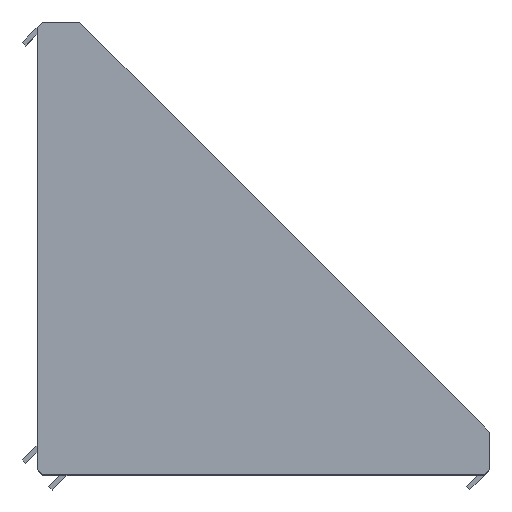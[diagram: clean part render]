
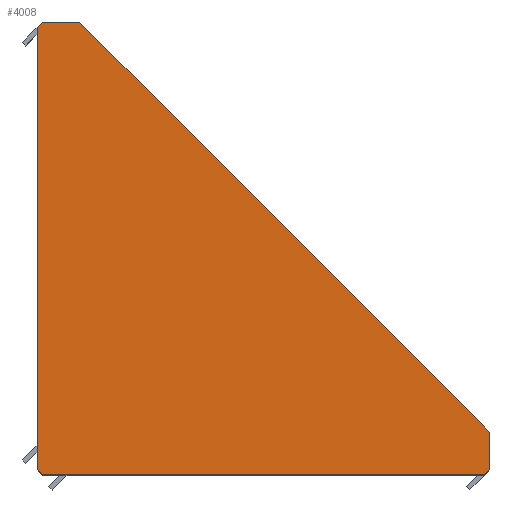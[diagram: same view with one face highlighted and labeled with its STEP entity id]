
A CAD part, top view. The second image highlights one B-rep face of the part: STEP entity #4008.
In plain terms, the highlighted planar face has unit normal (0, 0, 1).
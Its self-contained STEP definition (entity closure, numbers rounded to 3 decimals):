
#43 = EDGE_CURVE ( 'NONE', #503, #3982, #477, .T. ) ;
#80 = CARTESIAN_POINT ( 'NONE',  ( 9.1, 85., 40. ) ) ;
#122 = VECTOR ( 'NONE', #4762, 1000. ) ;
#210 = CARTESIAN_POINT ( 'NONE',  ( 0., 86., 40. ) ) ;
#211 = ORIENTED_EDGE ( 'NONE', *, *, #1137, .T. ) ;
#243 = VECTOR ( 'NONE', #1998, 1000. ) ;
#293 = ORIENTED_EDGE ( 'NONE', *, *, #4011, .T. ) ;
#322 = VECTOR ( 'NONE', #3526, 1000. ) ;
#417 = ORIENTED_EDGE ( 'NONE', *, *, #4120, .T. ) ;
#477 = LINE ( 'NONE', #3810, #5247 ) ;
#503 = VERTEX_POINT ( 'NONE', #4531 ) ;
#668 = VERTEX_POINT ( 'NONE', #4643 ) ;
#675 = EDGE_CURVE ( 'NONE', #668, #2115, #3246, .T. ) ;
#763 = DIRECTION ( 'NONE',  ( 0., 1., 0. ) ) ;
#1084 = CARTESIAN_POINT ( 'NONE',  ( 0., 1., 40. ) ) ;
#1114 = CARTESIAN_POINT ( 'NONE',  ( 86., 8.1, 40. ) ) ;
#1137 = EDGE_CURVE ( 'NONE', #3906, #1376, #2943, .T. ) ;
#1144 = DIRECTION ( 'NONE',  ( 0.707, 0.707, 0. ) ) ;
#1309 = VECTOR ( 'NONE', #763, 1000. ) ;
#1317 = VECTOR ( 'NONE', #2895, 1000. ) ;
#1354 = VECTOR ( 'NONE', #2058, 1000. ) ;
#1361 = LINE ( 'NONE', #210, #122 ) ;
#1376 = VERTEX_POINT ( 'NONE', #2379 ) ;
#1380 = VERTEX_POINT ( 'NONE', #4868 ) ;
#1424 = CARTESIAN_POINT ( 'NONE',  ( 85., 0., 40. ) ) ;
#1475 = EDGE_CURVE ( 'NONE', #1376, #5233, #1830, .T. ) ;
#1481 = LINE ( 'NONE', #2771, #1354 ) ;
#1542 = LINE ( 'NONE', #3239, #243 ) ;
#1592 = DIRECTION ( 'NONE',  ( 0., 0., 1. ) ) ;
#1598 = EDGE_CURVE ( 'NONE', #3906, #3192, #3914, .T. ) ;
#1619 = ORIENTED_EDGE ( 'NONE', *, *, #5291, .F. ) ;
#1629 = VERTEX_POINT ( 'NONE', #1974 ) ;
#1709 = EDGE_CURVE ( 'NONE', #5233, #503, #2492, .T. ) ;
#1737 = CARTESIAN_POINT ( 'NONE',  ( 47.05, 47.05, 40. ) ) ;
#1830 = LINE ( 'NONE', #3017, #2805 ) ;
#1954 = CARTESIAN_POINT ( 'NONE',  ( 0., 0., 40. ) ) ;
#1974 = CARTESIAN_POINT ( 'NONE',  ( 1., 86., 40. ) ) ;
#1998 = DIRECTION ( 'NONE',  ( -0.707, 0.707, 0. ) ) ;
#2058 = DIRECTION ( 'NONE',  ( -0.707, 0.707, 0. ) ) ;
#2107 = CARTESIAN_POINT ( 'NONE',  ( 42.5, -42.5, 40. ) ) ;
#2115 = VERTEX_POINT ( 'NONE', #80 ) ;
#2215 = DIRECTION ( 'NONE',  ( 1., 0., 0. ) ) ;
#2379 = CARTESIAN_POINT ( 'NONE',  ( 1., 0., 40. ) ) ;
#2468 = DIRECTION ( 'NONE',  ( 0.707, 0.707, 0. ) ) ;
#2492 = LINE ( 'NONE', #2107, #4840 ) ;
#2560 = CARTESIAN_POINT ( 'NONE',  ( 0.5, 0.5, 40. ) ) ;
#2771 = CARTESIAN_POINT ( 'NONE',  ( 47.05, 47.05, 40. ) ) ;
#2805 = VECTOR ( 'NONE', #2215, 1000. ) ;
#2895 = DIRECTION ( 'NONE',  ( 0.707, -0.707, 0. ) ) ;
#2907 = CARTESIAN_POINT ( 'NONE',  ( 0., 85., 40. ) ) ;
#2943 = LINE ( 'NONE', #2560, #1317 ) ;
#2979 = DIRECTION ( 'NONE',  ( 0., 1., 0. ) ) ;
#2994 = EDGE_CURVE ( 'NONE', #1629, #668, #1361, .T. ) ;
#3017 = CARTESIAN_POINT ( 'NONE',  ( 86., 0., 40. ) ) ;
#3139 = CARTESIAN_POINT ( 'NONE',  ( -42.5, 42.5, 40. ) ) ;
#3192 = VERTEX_POINT ( 'NONE', #2907 ) ;
#3239 = CARTESIAN_POINT ( 'NONE',  ( 47.05, 47.05, 40. ) ) ;
#3246 = LINE ( 'NONE', #1737, #322 ) ;
#3514 = VECTOR ( 'NONE', #1144, 1000. ) ;
#3526 = DIRECTION ( 'NONE',  ( 0.707, -0.707, 0. ) ) ;
#3752 = ORIENTED_EDGE ( 'NONE', *, *, #43, .T. ) ;
#3810 = CARTESIAN_POINT ( 'NONE',  ( 86., 0., 40. ) ) ;
#3840 = ORIENTED_EDGE ( 'NONE', *, *, #1598, .F. ) ;
#3906 = VERTEX_POINT ( 'NONE', #1084 ) ;
#3910 = EDGE_LOOP ( 'NONE', ( #3840, #211, #3941, #4711, #3752, #417, #293, #4557, #4301, #1619 ) ) ;
#3914 = LINE ( 'NONE', #4492, #1309 ) ;
#3941 = ORIENTED_EDGE ( 'NONE', *, *, #1475, .T. ) ;
#3954 = FACE_OUTER_BOUND ( 'NONE', #3910, .T. ) ;
#3982 = VERTEX_POINT ( 'NONE', #1114 ) ;
#4008 = ADVANCED_FACE ( 'NONE', ( #3954 ), #4079, .T. ) ;
#4011 = EDGE_CURVE ( 'NONE', #1380, #2115, #1542, .T. ) ;
#4079 = PLANE ( 'NONE',  #4414 ) ;
#4120 = EDGE_CURVE ( 'NONE', #3982, #1380, #1481, .T. ) ;
#4301 = ORIENTED_EDGE ( 'NONE', *, *, #2994, .F. ) ;
#4414 = AXIS2_PLACEMENT_3D ( 'NONE', #1954, #1592, #4899 ) ;
#4492 = CARTESIAN_POINT ( 'NONE',  ( 0., 86., 40. ) ) ;
#4531 = CARTESIAN_POINT ( 'NONE',  ( 86., 1., 40. ) ) ;
#4557 = ORIENTED_EDGE ( 'NONE', *, *, #675, .F. ) ;
#4626 = LINE ( 'NONE', #3139, #3514 ) ;
#4643 = CARTESIAN_POINT ( 'NONE',  ( 8.1, 86., 40. ) ) ;
#4711 = ORIENTED_EDGE ( 'NONE', *, *, #1709, .T. ) ;
#4762 = DIRECTION ( 'NONE',  ( 1., 0., 0. ) ) ;
#4840 = VECTOR ( 'NONE', #2468, 1000. ) ;
#4868 = CARTESIAN_POINT ( 'NONE',  ( 85., 9.1, 40. ) ) ;
#4899 = DIRECTION ( 'NONE',  ( 1., 0., 0. ) ) ;
#5233 = VERTEX_POINT ( 'NONE', #1424 ) ;
#5247 = VECTOR ( 'NONE', #2979, 1000. ) ;
#5291 = EDGE_CURVE ( 'NONE', #3192, #1629, #4626, .T. ) ;
